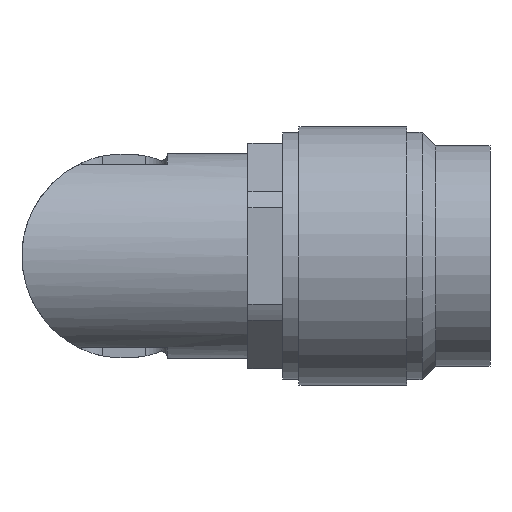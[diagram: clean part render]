
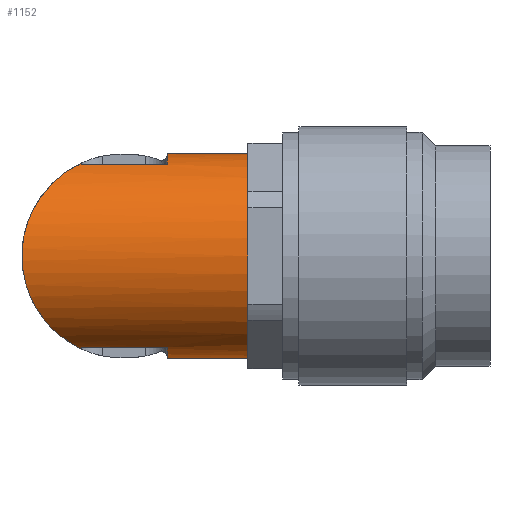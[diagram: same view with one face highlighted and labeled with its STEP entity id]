
A CAD part, left-side view. The second image highlights one B-rep face of the part: STEP entity #1152.
In plain terms, the highlighted cylindrical face has radius 9.5 mm (diameter 19 mm), a full revolution.
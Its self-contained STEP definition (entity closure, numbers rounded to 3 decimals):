
#25=ELLIPSE('',#1253,13.435,9.5);
#26=ELLIPSE('',#1254,13.435,9.5);
#27=ELLIPSE('',#1256,13.435,9.5);
#31=B_SPLINE_CURVE_WITH_KNOTS('',3,(#1792,#1793,#1794,#1795),
 .UNSPECIFIED.,.F.,.F.,(4,4),(0.002,0.003),
 .UNSPECIFIED.);
#32=B_SPLINE_CURVE_WITH_KNOTS('',3,(#1799,#1800,#1801,#1802),
 .UNSPECIFIED.,.F.,.F.,(4,4),(0.,0.003),
 .UNSPECIFIED.);
#33=B_SPLINE_CURVE_WITH_KNOTS('',3,(#1806,#1807,#1808,#1809),
 .UNSPECIFIED.,.F.,.F.,(4,4),(0.002,0.003),
 .UNSPECIFIED.);
#34=B_SPLINE_CURVE_WITH_KNOTS('',3,(#1813,#1814,#1815,#1816),
 .UNSPECIFIED.,.F.,.F.,(4,4),(0.,0.),.UNSPECIFIED.);
#35=B_SPLINE_CURVE_WITH_KNOTS('',3,(#1820,#1821,#1822,#1823),
 .UNSPECIFIED.,.F.,.F.,(4,4),(0.,0.),.UNSPECIFIED.);
#36=B_SPLINE_CURVE_WITH_KNOTS('',3,(#1827,#1828,#1829,#1830),
 .UNSPECIFIED.,.F.,.F.,(4,4),(0.,0.),.UNSPECIFIED.);
#37=B_SPLINE_CURVE_WITH_KNOTS('',3,(#1834,#1835,#1836,#1837),
 .UNSPECIFIED.,.F.,.F.,(4,4),(0.,0.),.UNSPECIFIED.);
#93=CIRCLE('',#1246,9.5);
#94=CIRCLE('',#1247,9.5);
#95=CIRCLE('',#1248,9.5);
#96=CIRCLE('',#1249,9.5);
#97=CIRCLE('',#1250,9.5);
#98=CIRCLE('',#1251,9.5);
#99=CIRCLE('',#1252,9.5);
#100=CIRCLE('',#1255,9.5);
#162=ORIENTED_EDGE('',*,*,#495,.F.);
#163=ORIENTED_EDGE('',*,*,#496,.F.);
#164=ORIENTED_EDGE('',*,*,#497,.F.);
#165=ORIENTED_EDGE('',*,*,#498,.F.);
#166=ORIENTED_EDGE('',*,*,#499,.F.);
#167=ORIENTED_EDGE('',*,*,#500,.F.);
#168=ORIENTED_EDGE('',*,*,#501,.F.);
#169=ORIENTED_EDGE('',*,*,#502,.F.);
#170=ORIENTED_EDGE('',*,*,#503,.F.);
#171=ORIENTED_EDGE('',*,*,#504,.F.);
#172=ORIENTED_EDGE('',*,*,#505,.F.);
#173=ORIENTED_EDGE('',*,*,#506,.T.);
#174=ORIENTED_EDGE('',*,*,#507,.T.);
#175=ORIENTED_EDGE('',*,*,#508,.T.);
#176=ORIENTED_EDGE('',*,*,#509,.F.);
#177=ORIENTED_EDGE('',*,*,#510,.T.);
#178=ORIENTED_EDGE('',*,*,#511,.F.);
#179=ORIENTED_EDGE('',*,*,#512,.F.);
#180=ORIENTED_EDGE('',*,*,#513,.T.);
#181=ORIENTED_EDGE('',*,*,#514,.F.);
#495=EDGE_CURVE('',#661,#662,#93,.T.);
#496=EDGE_CURVE('',#663,#661,#94,.T.);
#497=EDGE_CURVE('',#664,#663,#95,.T.);
#498=EDGE_CURVE('',#665,#664,#96,.T.);
#499=EDGE_CURVE('',#666,#665,#97,.T.);
#500=EDGE_CURVE('',#662,#666,#98,.T.);
#501=EDGE_CURVE('',#667,#668,#99,.T.);
#502=EDGE_CURVE('',#669,#667,#31,.T.);
#503=EDGE_CURVE('',#670,#669,#25,.F.);
#504=EDGE_CURVE('',#671,#670,#32,.T.);
#505=EDGE_CURVE('',#672,#671,#26,.F.);
#506=EDGE_CURVE('',#672,#673,#33,.T.);
#507=EDGE_CURVE('',#673,#674,#100,.T.);
#508=EDGE_CURVE('',#674,#675,#34,.T.);
#509=EDGE_CURVE('',#676,#675,#771,.T.);
#510=EDGE_CURVE('',#676,#677,#35,.T.);
#511=EDGE_CURVE('',#678,#677,#27,.F.);
#512=EDGE_CURVE('',#679,#678,#36,.T.);
#513=EDGE_CURVE('',#679,#680,#772,.T.);
#514=EDGE_CURVE('',#668,#680,#37,.T.);
#661=VERTEX_POINT('',#1778);
#662=VERTEX_POINT('',#1779);
#663=VERTEX_POINT('',#1781);
#664=VERTEX_POINT('',#1783);
#665=VERTEX_POINT('',#1785);
#666=VERTEX_POINT('',#1787);
#667=VERTEX_POINT('',#1790);
#668=VERTEX_POINT('',#1791);
#669=VERTEX_POINT('',#1796);
#670=VERTEX_POINT('',#1798);
#671=VERTEX_POINT('',#1803);
#672=VERTEX_POINT('',#1805);
#673=VERTEX_POINT('',#1810);
#674=VERTEX_POINT('',#1812);
#675=VERTEX_POINT('',#1817);
#676=VERTEX_POINT('',#1819);
#677=VERTEX_POINT('',#1824);
#678=VERTEX_POINT('',#1826);
#679=VERTEX_POINT('',#1831);
#680=VERTEX_POINT('',#1833);
#771=LINE('',#1818,#851);
#772=LINE('',#1832,#852);
#851=VECTOR('',#1426,1000.);
#852=VECTOR('',#1429,1000.);
#930=EDGE_LOOP('',(#162,#163,#164,#165,#166,#167));
#931=EDGE_LOOP('',(#168,#169,#170,#171,#172,#173,#174,#175,#176,#177,#178,
#179,#180,#181));
#1026=FACE_BOUND('',#930,.T.);
#1027=FACE_BOUND('',#931,.T.);
#1119=CYLINDRICAL_SURFACE('',#1245,9.5);
#1152=ADVANCED_FACE('',(#1026,#1027),#1119,.T.);
#1245=AXIS2_PLACEMENT_3D('',#1776,#1404,#1405);
#1246=AXIS2_PLACEMENT_3D('',#1777,#1406,#1407);
#1247=AXIS2_PLACEMENT_3D('',#1780,#1408,#1409);
#1248=AXIS2_PLACEMENT_3D('',#1782,#1410,#1411);
#1249=AXIS2_PLACEMENT_3D('',#1784,#1412,#1413);
#1250=AXIS2_PLACEMENT_3D('',#1786,#1414,#1415);
#1251=AXIS2_PLACEMENT_3D('',#1788,#1416,#1417);
#1252=AXIS2_PLACEMENT_3D('',#1789,#1418,#1419);
#1253=AXIS2_PLACEMENT_3D('',#1797,#1420,#1421);
#1254=AXIS2_PLACEMENT_3D('',#1804,#1422,#1423);
#1255=AXIS2_PLACEMENT_3D('',#1811,#1424,#1425);
#1256=AXIS2_PLACEMENT_3D('',#1825,#1427,#1428);
#1404=DIRECTION('',(0.,-1.,0.));
#1405=DIRECTION('',(0.,0.,-1.));
#1406=DIRECTION('',(0.,-1.,0.));
#1407=DIRECTION('',(0.,0.,-1.));
#1408=DIRECTION('',(0.,-1.,0.));
#1409=DIRECTION('',(0.,0.,-1.));
#1410=DIRECTION('',(0.,-1.,0.));
#1411=DIRECTION('',(0.,0.,-1.));
#1412=DIRECTION('',(0.,-1.,0.));
#1413=DIRECTION('',(0.,0.,-1.));
#1414=DIRECTION('',(0.,-1.,0.));
#1415=DIRECTION('',(0.,0.,-1.));
#1416=DIRECTION('',(0.,-1.,0.));
#1417=DIRECTION('',(0.,0.,-1.));
#1418=DIRECTION('',(0.,1.,0.));
#1419=DIRECTION('',(0.,0.,1.));
#1420=DIRECTION('',(-0.707,-0.707,0.));
#1421=DIRECTION('',(0.707,-0.707,0.));
#1422=DIRECTION('',(-0.707,-0.707,0.));
#1423=DIRECTION('',(0.707,-0.707,0.));
#1424=DIRECTION('',(0.,-1.,0.));
#1425=DIRECTION('',(0.,0.,-1.));
#1426=DIRECTION('',(0.,-1.,0.));
#1427=DIRECTION('',(-0.707,-0.707,0.));
#1428=DIRECTION('',(0.707,-0.707,0.));
#1429=DIRECTION('',(0.,-1.,0.));
#1776=CARTESIAN_POINT('',(0.,-34.,0.));
#1777=CARTESIAN_POINT('',(0.,-11.5,0.));
#1778=CARTESIAN_POINT('',(-9.5,-11.5,0.));
#1779=CARTESIAN_POINT('',(-4.75,-11.5,-8.227));
#1780=CARTESIAN_POINT('',(0.,-11.5,0.));
#1781=CARTESIAN_POINT('',(-4.75,-11.5,8.227));
#1782=CARTESIAN_POINT('',(0.,-11.5,0.));
#1783=CARTESIAN_POINT('',(4.75,-11.5,8.227));
#1784=CARTESIAN_POINT('',(0.,-11.5,0.));
#1785=CARTESIAN_POINT('',(9.5,-11.5,0.));
#1786=CARTESIAN_POINT('',(0.,-11.5,0.));
#1787=CARTESIAN_POINT('',(4.75,-11.5,-8.227));
#1788=CARTESIAN_POINT('',(0.,-11.5,0.));
#1789=CARTESIAN_POINT('',(0.,-4.,0.));
#1790=CARTESIAN_POINT('',(2.,-4.,-9.287));
#1791=CARTESIAN_POINT('',(-4.,-4.,-8.617));
#1792=CARTESIAN_POINT('',(3.414,-3.414,-8.865));
#1793=CARTESIAN_POINT('',(3.046,-3.783,-9.007));
#1794=CARTESIAN_POINT('',(2.535,-4.,-9.172));
#1795=CARTESIAN_POINT('',(2.,-4.,-9.287));
#1796=CARTESIAN_POINT('',(3.414,-3.414,-8.865));
#1797=CARTESIAN_POINT('',(0.,0.,0.));
#1798=CARTESIAN_POINT('',(9.4,-9.4,-1.376));
#1799=CARTESIAN_POINT('',(9.4,-9.4,1.376));
#1800=CARTESIAN_POINT('',(9.534,-9.526,0.459));
#1801=CARTESIAN_POINT('',(9.534,-9.526,-0.459));
#1802=CARTESIAN_POINT('',(9.4,-9.4,-1.376));
#1803=CARTESIAN_POINT('',(9.4,-9.4,1.376));
#1804=CARTESIAN_POINT('',(0.,0.,0.));
#1805=CARTESIAN_POINT('',(3.414,-3.414,8.865));
#1806=CARTESIAN_POINT('',(3.414,-3.414,8.865));
#1807=CARTESIAN_POINT('',(3.046,-3.783,9.007));
#1808=CARTESIAN_POINT('',(2.535,-4.,9.172));
#1809=CARTESIAN_POINT('',(2.,-4.,9.287));
#1810=CARTESIAN_POINT('',(2.,-4.,9.287));
#1811=CARTESIAN_POINT('',(0.,-4.,0.));
#1812=CARTESIAN_POINT('',(-4.,-4.,8.617));
#1813=CARTESIAN_POINT('',(-4.,-4.,8.617));
#1814=CARTESIAN_POINT('',(-4.082,-4.,8.579));
#1815=CARTESIAN_POINT('',(-4.163,-3.995,8.54));
#1816=CARTESIAN_POINT('',(-4.243,-3.985,8.5));
#1817=CARTESIAN_POINT('',(-4.243,-3.985,8.5));
#1818=CARTESIAN_POINT('',(-4.243,-34.,8.5));
#1819=CARTESIAN_POINT('',(-4.243,3.985,8.5));
#1820=CARTESIAN_POINT('',(-4.243,3.985,8.5));
#1821=CARTESIAN_POINT('',(-4.163,3.995,8.54));
#1822=CARTESIAN_POINT('',(-4.082,4.,8.579));
#1823=CARTESIAN_POINT('',(-4.,4.,8.617));
#1824=CARTESIAN_POINT('',(-4.,4.,8.617));
#1825=CARTESIAN_POINT('',(0.,0.,0.));
#1826=CARTESIAN_POINT('',(-4.,4.,-8.617));
#1827=CARTESIAN_POINT('',(-4.243,3.985,-8.5));
#1828=CARTESIAN_POINT('',(-4.163,3.995,-8.54));
#1829=CARTESIAN_POINT('',(-4.082,4.,-8.579));
#1830=CARTESIAN_POINT('',(-4.,4.,-8.617));
#1831=CARTESIAN_POINT('',(-4.243,3.985,-8.5));
#1832=CARTESIAN_POINT('',(-4.243,-34.,-8.5));
#1833=CARTESIAN_POINT('',(-4.243,-3.985,-8.5));
#1834=CARTESIAN_POINT('',(-4.,-4.,-8.617));
#1835=CARTESIAN_POINT('',(-4.082,-4.,-8.579));
#1836=CARTESIAN_POINT('',(-4.163,-3.995,-8.54));
#1837=CARTESIAN_POINT('',(-4.243,-3.985,-8.5));
